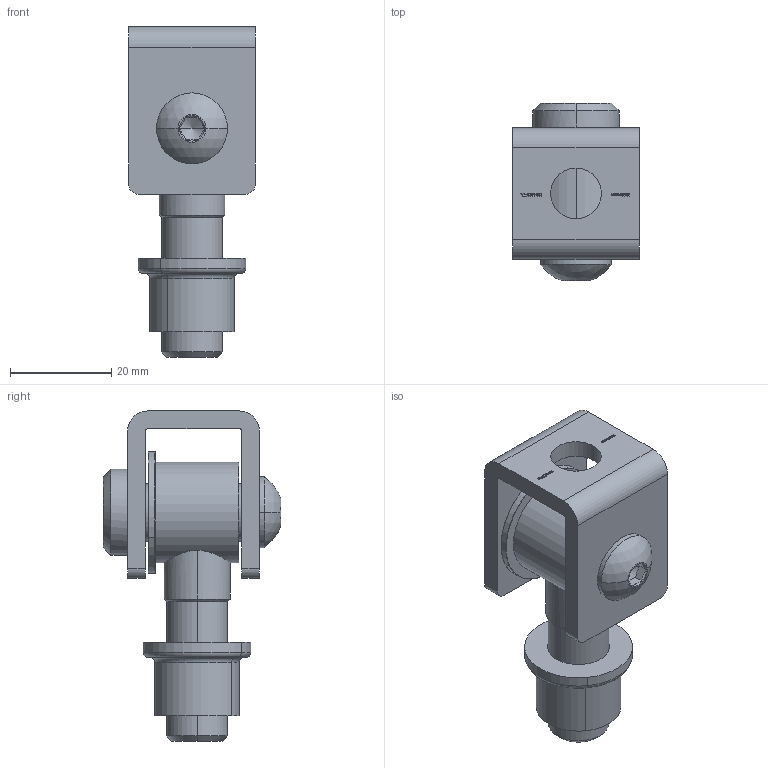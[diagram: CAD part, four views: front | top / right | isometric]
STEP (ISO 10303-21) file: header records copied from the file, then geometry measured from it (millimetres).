
FILE_DESCRIPTION (( 'STEP AP203' ), '1' );
FILE_NAME ('120-M12-VA.STEP', '2017-10-13T10:59:04', ( '' ), ( '' ), 'SwSTEP 2.0', 'SolidWorks 2015', '' );
FILE_SCHEMA (( 'CONFIG_CONTROL_DESIGN' ));
Length unit declared in the file: millimetre
Products named in the file (7): 120-M12-VA Teil5_120-M12-VA Teil5 Keyshot; 120-M12-VA Teil2_120-M12-VA Teil 2; 120-M12-VA Teil1_120-M12-VA Teil 1; 120-M12-VA Teil4_120-M12-VA Teil 4; 120-M16-VA Teil3_120-M16-VA Teil 3; 120-M12-VA; ISO7380 - M6x16_ISO7380 - M6x16
Assembly tree (6 placements, depth 2):
  120-M12-VA
    120-M12-VA Teil1_120-M12-VA Teil 1
    120-M16-VA Teil3_120-M16-VA Teil 3
    120-M12-VA Teil4_120-M12-VA Teil 4
    120-M12-VA Teil2_120-M12-VA Teil 2
    ISO7380 - M6x16_ISO7380 - M6x16
    120-M12-VA Teil5_120-M12-VA Teil5 Keyshot
Bounding box: 25 x 35 x 65.1 mm (x, y, z)
Volume: 20515.6 mm3; surface area: 13173.9 mm2
Topology: 6 solids, 6 shells, 331 faces, 831 edges, 536 vertices
Faces by surface type: plane 176, bspline 69, cylinder 45, cone 25, torus 14, sphere 2
Entity records: 14436 total; most frequent: CARTESIAN_POINT 6158, ORIENTED_EDGE 1654, DIRECTION 1355, EDGE_CURVE 827, VERTEX_POINT 536, VECTOR 529, LINE 529, AXIS2_PLACEMENT_3D 413
